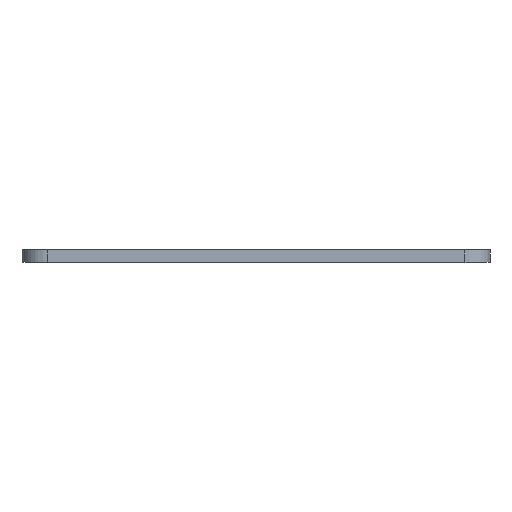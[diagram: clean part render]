
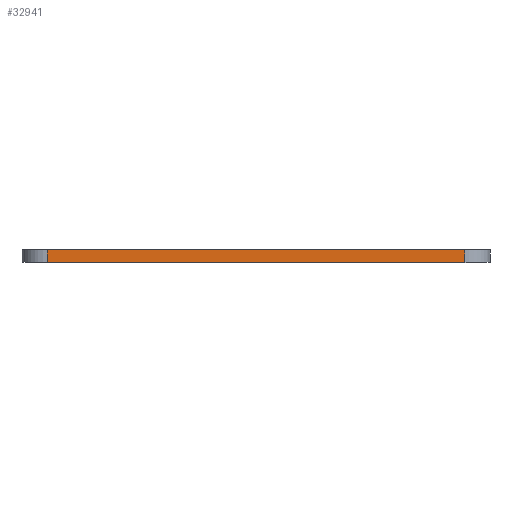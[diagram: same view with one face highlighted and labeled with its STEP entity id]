
A CAD part, front view. The second image highlights one B-rep face of the part: STEP entity #32941.
In plain terms, the highlighted planar face has unit normal (0, -1, 0).
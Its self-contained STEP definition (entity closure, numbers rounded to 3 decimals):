
#32204 = VERTEX_POINT('',#32205);
#32205 = CARTESIAN_POINT('',(53.,-146.,0.));
#32212 = EDGE_CURVE('',#32213,#32204,#32215,.T.);
#32213 = VERTEX_POINT('',#32214);
#32214 = CARTESIAN_POINT('',(103.,-146.,0.));
#32215 = LINE('',#32216,#32217);
#32216 = CARTESIAN_POINT('',(103.,-146.,0.));
#32217 = VECTOR('',#32218,1.);
#32218 = DIRECTION('',(-1.,0.,0.));
#32559 = VERTEX_POINT('',#32560);
#32560 = CARTESIAN_POINT('',(53.,-146.,1.51));
#32567 = EDGE_CURVE('',#32568,#32559,#32570,.T.);
#32568 = VERTEX_POINT('',#32569);
#32569 = CARTESIAN_POINT('',(103.,-146.,1.51));
#32570 = LINE('',#32571,#32572);
#32571 = CARTESIAN_POINT('',(103.,-146.,1.51));
#32572 = VECTOR('',#32573,1.);
#32573 = DIRECTION('',(-1.,0.,0.));
#32913 = EDGE_CURVE('',#32213,#32568,#32914,.T.);
#32914 = LINE('',#32915,#32916);
#32915 = CARTESIAN_POINT('',(103.,-146.,0.));
#32916 = VECTOR('',#32917,1.);
#32917 = DIRECTION('',(0.,0.,1.));
#32941 = ADVANCED_FACE('',(#32942),#32953,.T.);
#32942 = FACE_BOUND('',#32943,.T.);
#32943 = EDGE_LOOP('',(#32944,#32945,#32946,#32952));
#32944 = ORIENTED_EDGE('',*,*,#32913,.T.);
#32945 = ORIENTED_EDGE('',*,*,#32567,.T.);
#32946 = ORIENTED_EDGE('',*,*,#32947,.F.);
#32947 = EDGE_CURVE('',#32204,#32559,#32948,.T.);
#32948 = LINE('',#32949,#32950);
#32949 = CARTESIAN_POINT('',(53.,-146.,0.));
#32950 = VECTOR('',#32951,1.);
#32951 = DIRECTION('',(0.,0.,1.));
#32952 = ORIENTED_EDGE('',*,*,#32212,.F.);
#32953 = PLANE('',#32954);
#32954 = AXIS2_PLACEMENT_3D('',#32955,#32956,#32957);
#32955 = CARTESIAN_POINT('',(103.,-146.,0.));
#32956 = DIRECTION('',(0.,-1.,0.));
#32957 = DIRECTION('',(-1.,0.,0.));
